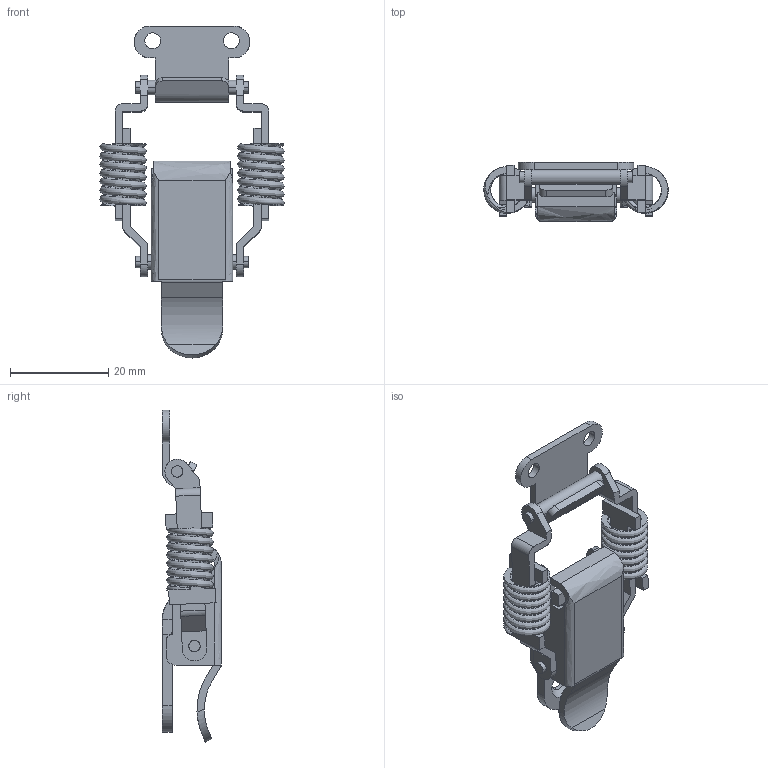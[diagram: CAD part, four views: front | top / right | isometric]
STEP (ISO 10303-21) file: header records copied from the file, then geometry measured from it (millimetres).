
FILE_DESCRIPTION((''),'2;1');
FILE_NAME('','2005-07-15T13:55:34',(''),(''),'','CADfix','');
FILE_SCHEMA(('AUTOMOTIVE_DESIGN'));
Length unit declared in the file: millimetre
Products named in the file (11): arm_B_mr; spring; arm_A_mr; shaft_B; shaft_A; lever; keeper; base; arm_B; arm_A; TL_11F_10761_36
Assembly tree (11 placements, depth 2):
  TL_11F_10761_36
    arm_B_mr
    spring  x2
    arm_A_mr
    shaft_B
    shaft_A
    lever
    keeper
    base
    arm_B
    arm_A
Bounding box: 37.5 x 12 x 67.5 mm (x, y, z)
Volume: 4726.8 mm3; surface area: 8293.1 mm2
Topology: 11 solids, 11 shells, 273 faces, 791 edges, 540 vertices
Faces by surface type: bspline 273
Entity records: 13273 total; most frequent: CARTESIAN_POINT 8644, ORIENTED_EDGE 1554, EDGE_CURVE 777, VERTEX_POINT 530, QUASI_UNIFORM_CURVE 411, EDGE_LOOP 291, FACE_OUTER_BOUND 267, ADVANCED_FACE 267
